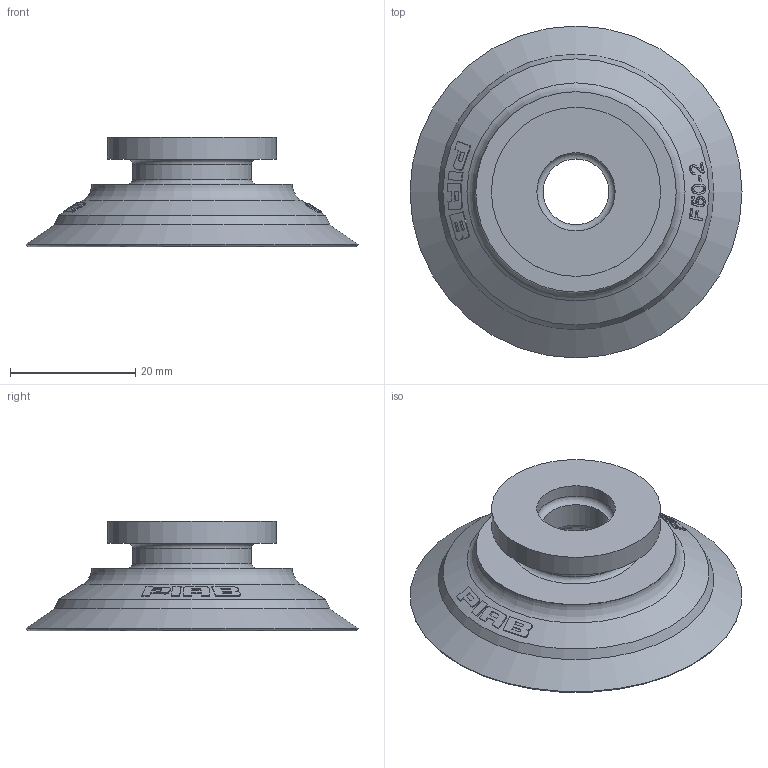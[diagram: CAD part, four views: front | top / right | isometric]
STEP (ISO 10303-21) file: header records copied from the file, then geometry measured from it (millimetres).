
FILE_DESCRIPTION( ( 'Unknown' ), '1' );
FILE_NAME( 'SE-0412759.stp', 'Unknown', ( 'Unknown' ), ( 'Unknown' ), 'PSStep 17.0.49', 'Unknown', ' ' );
FILE_SCHEMA( ( 'AUTOMOTIVE_DESIGN { 1 0 10303 214 1 1 1 1 }' ) );
Length unit declared in the file: millimetre
Products named in the file (1): 1
Bounding box: 53 x 53 x 17.5 mm (x, y, z)
Volume: 14751.9 mm3; surface area: 6565.2 mm2
Topology: 1 solids, 1 shells, 120 faces, 298 edges, 196 vertices
Faces by surface type: plane 69, cylinder 22, cone 17, extrusion 6, torus 6
Full cylindrical faces by diameter (mm): 10.5 x1, 12.5 x1, 14 x1, 19 x1, 27 x1, 32 x1
Entity records: 4271 total; most frequent: CARTESIAN_POINT 1813, ORIENTED_EDGE 552, DIRECTION 360, EDGE_CURVE 276, VERTEX_POINT 192, B_SPLINE_CURVE_WITH_KNOTS 178, EDGE_LOOP 156, AXIS2_PLACEMENT_3D 135
